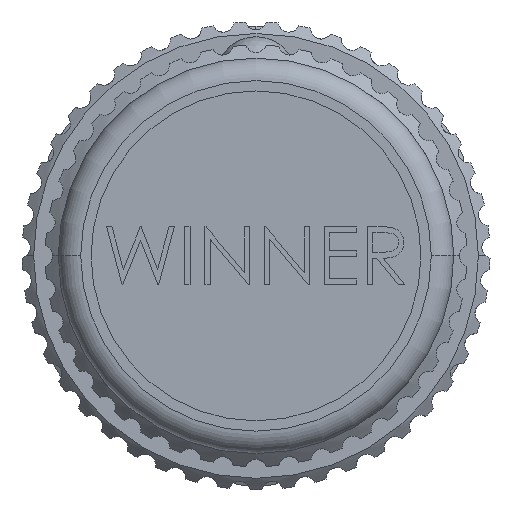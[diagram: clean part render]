
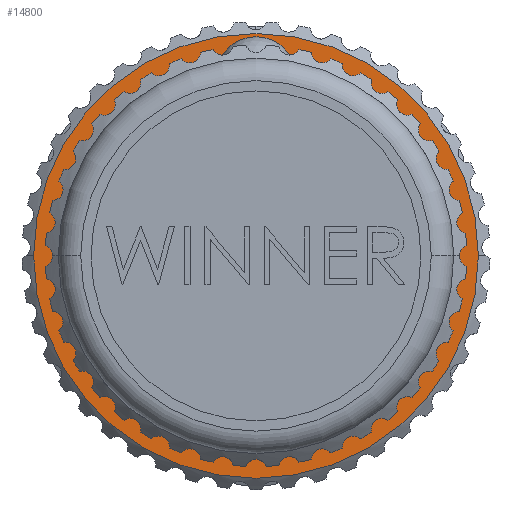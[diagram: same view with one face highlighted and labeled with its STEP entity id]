
A CAD part, left-side view. The second image highlights one B-rep face of the part: STEP entity #14800.
In plain terms, the highlighted planar face has unit normal (-1, 0, 0).
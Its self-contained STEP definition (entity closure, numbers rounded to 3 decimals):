
#328 = CARTESIAN_POINT ( 'NONE',  ( -7.957, 15.3, 0. ) ) ;
#829 = CARTESIAN_POINT ( 'NONE',  ( -7.957, 0., 0. ) ) ;
#974 = CARTESIAN_POINT ( 'NONE',  ( -7.957, -8.56, 0. ) ) ;
#1130 = EDGE_CURVE ( 'NONE', #26782, #17907, #29645, .T. ) ;
#1541 = CIRCLE ( 'NONE', #25595, 15.3 ) ;
#1707 = EDGE_LOOP ( 'NONE', ( #18622, #11269 ) ) ;
#2160 = CIRCLE ( 'NONE', #3815, 15.3 ) ;
#3235 = CARTESIAN_POINT ( 'NONE',  ( -7.957, 0., 0. ) ) ;
#3815 = AXIS2_PLACEMENT_3D ( 'NONE', #14508, #27283, #14288 ) ;
#4266 = VERTEX_POINT ( 'NONE', #328 ) ;
#5525 = EDGE_LOOP ( 'NONE', ( #28325, #25298 ) ) ;
#5988 = DIRECTION ( 'NONE',  ( -1., 0., 0. ) ) ;
#6253 = FACE_BOUND ( 'NONE', #5525, .T. ) ;
#6434 = DIRECTION ( 'NONE',  ( 0., -1., 0. ) ) ;
#7757 = DIRECTION ( 'NONE',  ( 0., -1., 0. ) ) ;
#9765 = EDGE_CURVE ( 'NONE', #4266, #29328, #1541, .T. ) ;
#10653 = CARTESIAN_POINT ( 'NONE',  ( -7.957, 0., 0. ) ) ;
#10891 = DIRECTION ( 'NONE',  ( -1., 0., 0. ) ) ;
#11269 = ORIENTED_EDGE ( 'NONE', *, *, #19367, .T. ) ;
#11331 = DIRECTION ( 'NONE',  ( 0., -1., 0. ) ) ;
#13054 = CIRCLE ( 'NONE', #30730, 8.56 ) ;
#14288 = DIRECTION ( 'NONE',  ( 0., -1., 0. ) ) ;
#14393 = CARTESIAN_POINT ( 'NONE',  ( -7.957, 8.56, 0. ) ) ;
#14508 = CARTESIAN_POINT ( 'NONE',  ( -7.957, 0., 0. ) ) ;
#14800 = ADVANCED_FACE ( 'NONE', ( #6253, #15640 ), #29585, .T. ) ;
#15640 = FACE_OUTER_BOUND ( 'NONE', #1707, .T. ) ;
#17907 = VERTEX_POINT ( 'NONE', #14393 ) ;
#18622 = ORIENTED_EDGE ( 'NONE', *, *, #9765, .T. ) ;
#19367 = EDGE_CURVE ( 'NONE', #29328, #4266, #2160, .T. ) ;
#19948 = CARTESIAN_POINT ( 'NONE',  ( -7.957, -15.3, 0. ) ) ;
#20834 = AXIS2_PLACEMENT_3D ( 'NONE', #24246, #10891, #11331 ) ;
#20940 = DIRECTION ( 'NONE',  ( -1., 0., 0. ) ) ;
#21531 = DIRECTION ( 'NONE',  ( 0., -1., 0. ) ) ;
#21877 = DIRECTION ( 'NONE',  ( -1., 0., 0. ) ) ;
#24246 = CARTESIAN_POINT ( 'NONE',  ( -7.957, 0., 0. ) ) ;
#25132 = EDGE_CURVE ( 'NONE', #17907, #26782, #13054, .T. ) ;
#25298 = ORIENTED_EDGE ( 'NONE', *, *, #25132, .F. ) ;
#25595 = AXIS2_PLACEMENT_3D ( 'NONE', #10653, #20940, #7757 ) ;
#26782 = VERTEX_POINT ( 'NONE', #974 ) ;
#27283 = DIRECTION ( 'NONE',  ( -1., 0., 0. ) ) ;
#28325 = ORIENTED_EDGE ( 'NONE', *, *, #1130, .F. ) ;
#29328 = VERTEX_POINT ( 'NONE', #19948 ) ;
#29585 = PLANE ( 'NONE',  #20834 ) ;
#29645 = CIRCLE ( 'NONE', #32975, 8.56 ) ;
#30730 = AXIS2_PLACEMENT_3D ( 'NONE', #3235, #5988, #21531 ) ;
#32975 = AXIS2_PLACEMENT_3D ( 'NONE', #829, #21877, #6434 ) ;
